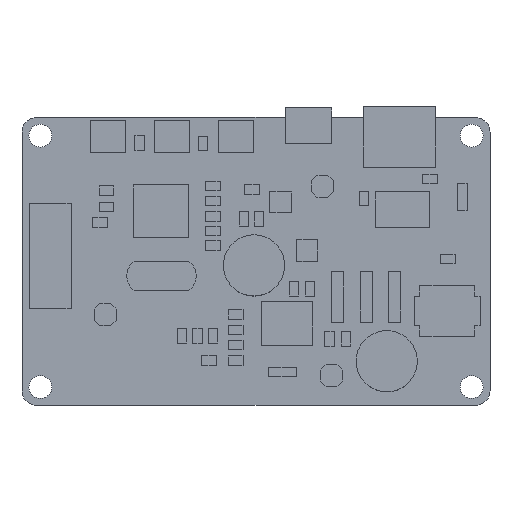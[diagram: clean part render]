
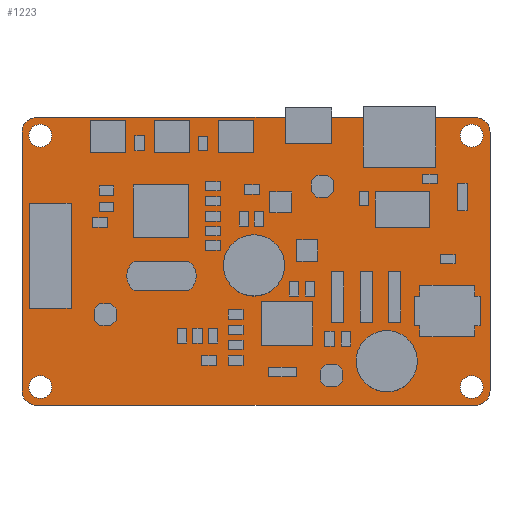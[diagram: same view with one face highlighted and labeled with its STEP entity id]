
A CAD part, top view. The second image highlights one B-rep face of the part: STEP entity #1223.
In plain terms, the highlighted planar face has unit normal (0, 0, 1).
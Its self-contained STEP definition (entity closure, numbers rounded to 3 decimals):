
#817=FACE_OUTER_BOUND($,#963,.F.);
#827=FACE_OUTER_BOUND($,#973,.T.);
#831=FACE_OUTER_BOUND($,#977,.T.);
#835=FACE_OUTER_BOUND($,#981,.T.);
#839=FACE_OUTER_BOUND($,#985,.T.);
#843=FACE_OUTER_BOUND($,#989,.T.);
#847=FACE_OUTER_BOUND($,#993,.T.);
#963=EDGE_LOOP($,(#1677,#1678,#1679,#1680,#1681,#1682,#1683,#1684));
#973=EDGE_LOOP($,(#1725,#1726));
#977=EDGE_LOOP($,(#1737,#1738));
#981=EDGE_LOOP($,(#1749,#1750));
#985=EDGE_LOOP($,(#1761,#1762));
#989=EDGE_LOOP($,(#1773,#1774));
#993=EDGE_LOOP($,(#1785,#1786));
#1109=PLANE($,#1401);
#1223=ADVANCED_FACE($,(#817,#827,#831,#835,#839,#843,#847),#1109,.T.);
#1357=CIRCLE($,#1397,2.032);
#1358=CIRCLE($,#1398,2.032);
#1359=CIRCLE($,#1399,2.032);
#1360=CIRCLE($,#1400,2.032);
#1365=CIRCLE($,#1415,0.325);
#1366=CIRCLE($,#1416,0.325);
#1369=CIRCLE($,#1421,0.325);
#1370=CIRCLE($,#1422,0.325);
#1373=CIRCLE($,#1427,1.588);
#1374=CIRCLE($,#1428,1.588);
#1377=CIRCLE($,#1433,1.588);
#1378=CIRCLE($,#1434,1.588);
#1381=CIRCLE($,#1439,1.588);
#1382=CIRCLE($,#1440,1.588);
#1385=CIRCLE($,#1445,1.588);
#1386=CIRCLE($,#1446,1.588);
#1397=AXIS2_PLACEMENT_3D($,#4051,#3580,$);
#1398=AXIS2_PLACEMENT_3D($,#4052,#3580,$);
#1399=AXIS2_PLACEMENT_3D($,#4053,#3580,$);
#1400=AXIS2_PLACEMENT_3D($,#4054,#3580,$);
#1401=AXIS2_PLACEMENT_3D($,#4043,#3580,$);
#1415=AXIS2_PLACEMENT_3D($,#4075,#3580,$);
#1416=AXIS2_PLACEMENT_3D($,#4076,#3580,$);
#1421=AXIS2_PLACEMENT_3D($,#4087,#3580,$);
#1422=AXIS2_PLACEMENT_3D($,#4088,#3580,$);
#1427=AXIS2_PLACEMENT_3D($,#4099,#3580,$);
#1428=AXIS2_PLACEMENT_3D($,#4100,#3580,$);
#1433=AXIS2_PLACEMENT_3D($,#4111,#3580,$);
#1434=AXIS2_PLACEMENT_3D($,#4112,#3580,$);
#1439=AXIS2_PLACEMENT_3D($,#4123,#3580,$);
#1440=AXIS2_PLACEMENT_3D($,#4124,#3580,$);
#1445=AXIS2_PLACEMENT_3D($,#4135,#3580,$);
#1446=AXIS2_PLACEMENT_3D($,#4136,#3580,$);
#1677=ORIENTED_EDGE($,*,*,#2265,.T.);
#1678=ORIENTED_EDGE($,*,*,#2266,.T.);
#1679=ORIENTED_EDGE($,*,*,#2267,.T.);
#1680=ORIENTED_EDGE($,*,*,#2268,.T.);
#1681=ORIENTED_EDGE($,*,*,#2269,.T.);
#1682=ORIENTED_EDGE($,*,*,#2270,.T.);
#1683=ORIENTED_EDGE($,*,*,#2271,.T.);
#1684=ORIENTED_EDGE($,*,*,#2272,.T.);
#1725=ORIENTED_EDGE($,*,*,#2290,.T.);
#1726=ORIENTED_EDGE($,*,*,#2291,.T.);
#1737=ORIENTED_EDGE($,*,*,#2297,.T.);
#1738=ORIENTED_EDGE($,*,*,#2298,.T.);
#1749=ORIENTED_EDGE($,*,*,#2304,.T.);
#1750=ORIENTED_EDGE($,*,*,#2305,.T.);
#1761=ORIENTED_EDGE($,*,*,#2311,.T.);
#1762=ORIENTED_EDGE($,*,*,#2312,.T.);
#1773=ORIENTED_EDGE($,*,*,#2318,.T.);
#1774=ORIENTED_EDGE($,*,*,#2319,.T.);
#1785=ORIENTED_EDGE($,*,*,#2325,.T.);
#1786=ORIENTED_EDGE($,*,*,#2326,.T.);
#2265=EDGE_CURVE($,#3139,#3140,#2861,.T.);
#2266=EDGE_CURVE($,#3140,#3141,#1357,.F.);
#2267=EDGE_CURVE($,#3141,#3142,#2862,.T.);
#2268=EDGE_CURVE($,#3142,#3143,#1358,.F.);
#2269=EDGE_CURVE($,#3143,#3144,#2863,.T.);
#2270=EDGE_CURVE($,#3144,#3145,#1359,.F.);
#2271=EDGE_CURVE($,#3145,#3146,#2864,.T.);
#2272=EDGE_CURVE($,#3146,#3139,#1360,.F.);
#2290=EDGE_CURVE($,#3157,#3158,#1365,.F.);
#2291=EDGE_CURVE($,#3158,#3157,#1366,.F.);
#2297=EDGE_CURVE($,#3163,#3164,#1369,.F.);
#2298=EDGE_CURVE($,#3164,#3163,#1370,.F.);
#2304=EDGE_CURVE($,#3169,#3170,#1373,.F.);
#2305=EDGE_CURVE($,#3170,#3169,#1374,.F.);
#2311=EDGE_CURVE($,#3175,#3176,#1377,.F.);
#2312=EDGE_CURVE($,#3176,#3175,#1378,.F.);
#2318=EDGE_CURVE($,#3181,#3182,#1381,.F.);
#2319=EDGE_CURVE($,#3182,#3181,#1382,.F.);
#2325=EDGE_CURVE($,#3187,#3188,#1385,.F.);
#2326=EDGE_CURVE($,#3188,#3187,#1386,.F.);
#2583=VECTOR($,#3583,60.96);
#2584=VECTOR($,#3584,35.941);
#2585=VECTOR($,#3585,60.96);
#2586=VECTOR($,#3586,35.941);
#2861=LINE($,#4042,#2583);
#2862=LINE($,#4044,#2584);
#2863=LINE($,#4046,#2585);
#2864=LINE($,#4048,#2586);
#3139=VERTEX_POINT($,#4042);
#3140=VERTEX_POINT($,#4043);
#3141=VERTEX_POINT($,#4044);
#3142=VERTEX_POINT($,#4045);
#3143=VERTEX_POINT($,#4046);
#3144=VERTEX_POINT($,#4047);
#3145=VERTEX_POINT($,#4048);
#3146=VERTEX_POINT($,#4049);
#3157=VERTEX_POINT($,#4072);
#3158=VERTEX_POINT($,#4073);
#3163=VERTEX_POINT($,#4084);
#3164=VERTEX_POINT($,#4085);
#3169=VERTEX_POINT($,#4096);
#3170=VERTEX_POINT($,#4097);
#3175=VERTEX_POINT($,#4108);
#3176=VERTEX_POINT($,#4109);
#3181=VERTEX_POINT($,#4120);
#3182=VERTEX_POINT($,#4121);
#3187=VERTEX_POINT($,#4132);
#3188=VERTEX_POINT($,#4133);
#3580=DIRECTION($,(0.,0.,1.));
#3583=DIRECTION($,(1.,0.,0.));
#3584=DIRECTION($,(0.,-1.,0.));
#3585=DIRECTION($,(-1.,0.,0.));
#3586=DIRECTION($,(0.,1.,0.));
#4042=CARTESIAN_POINT('',(2.032,40.005,0.));
#4043=CARTESIAN_POINT('',(62.992,40.005,0.));
#4044=CARTESIAN_POINT('',(65.024,37.973,0.));
#4045=CARTESIAN_POINT('',(65.024,2.032,0.));
#4046=CARTESIAN_POINT('',(62.992,0.,0.));
#4047=CARTESIAN_POINT('',(2.032,0.,0.));
#4048=CARTESIAN_POINT('',(0.,2.032,0.));
#4049=CARTESIAN_POINT('',(0.,37.973,0.));
#4051=CARTESIAN_POINT('',(62.992,37.973,0.));
#4052=CARTESIAN_POINT('',(62.992,2.032,0.));
#4053=CARTESIAN_POINT('',(2.032,2.032,0.));
#4054=CARTESIAN_POINT('',(2.032,37.973,0.));
#4072=CARTESIAN_POINT('',(55.666,34.979,0.));
#4073=CARTESIAN_POINT('',(55.016,34.979,0.));
#4075=CARTESIAN_POINT('',(55.341,34.979,0.));
#4076=CARTESIAN_POINT('',(55.341,34.979,0.));
#4084=CARTESIAN_POINT('',(49.886,34.979,0.));
#4085=CARTESIAN_POINT('',(49.236,34.979,0.));
#4087=CARTESIAN_POINT('',(49.561,34.979,0.));
#4088=CARTESIAN_POINT('',(49.561,34.979,0.));
#4096=CARTESIAN_POINT('',(64.072,37.465,0.));
#4097=CARTESIAN_POINT('',(60.897,37.465,0.));
#4099=CARTESIAN_POINT('',(62.484,37.465,0.));
#4100=CARTESIAN_POINT('',(62.484,37.465,0.));
#4108=CARTESIAN_POINT('',(4.128,37.465,0.));
#4109=CARTESIAN_POINT('',(0.953,37.465,0.));
#4111=CARTESIAN_POINT('',(2.54,37.465,0.));
#4112=CARTESIAN_POINT('',(2.54,37.465,0.));
#4120=CARTESIAN_POINT('',(64.072,2.54,0.));
#4121=CARTESIAN_POINT('',(60.897,2.54,0.));
#4123=CARTESIAN_POINT('',(62.484,2.54,0.));
#4124=CARTESIAN_POINT('',(62.484,2.54,0.));
#4132=CARTESIAN_POINT('',(4.128,2.54,0.));
#4133=CARTESIAN_POINT('',(0.953,2.54,0.));
#4135=CARTESIAN_POINT('',(2.54,2.54,0.));
#4136=CARTESIAN_POINT('',(2.54,2.54,0.));
